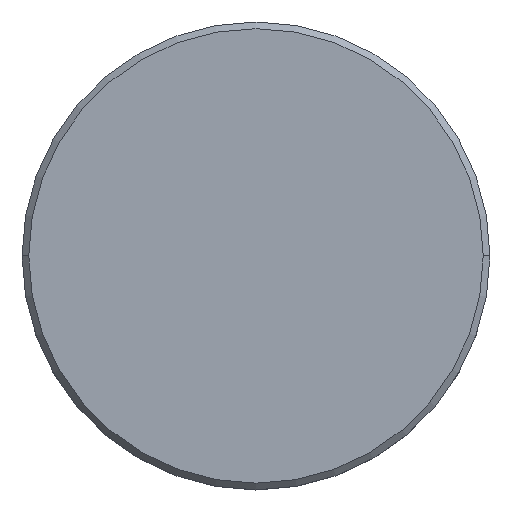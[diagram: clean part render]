
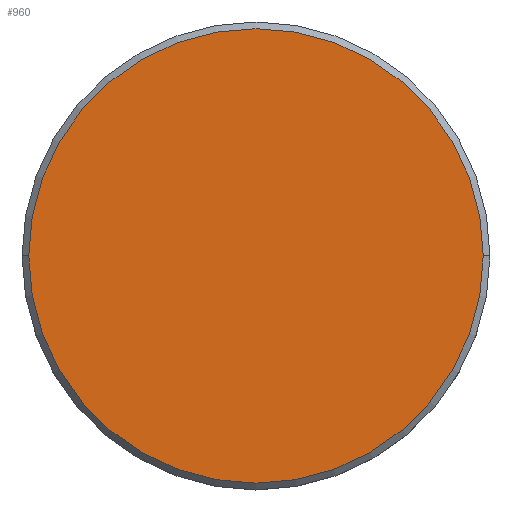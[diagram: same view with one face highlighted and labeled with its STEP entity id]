
A CAD part, top view. The second image highlights one B-rep face of the part: STEP entity #960.
In plain terms, the highlighted planar face has unit normal (0, 0, 1).
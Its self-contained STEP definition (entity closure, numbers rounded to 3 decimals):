
#32 = CARTESIAN_POINT ( 'NONE',  ( 0., 0., 0. ) ) ;
#40 = ORIENTED_EDGE ( 'NONE', *, *, #128, .T. ) ;
#45 = CARTESIAN_POINT ( 'NONE',  ( 0., 0., 0. ) ) ;
#128 = EDGE_CURVE ( 'NONE', #741, #779, #1009, .T. ) ;
#155 = CARTESIAN_POINT ( 'NONE',  ( 0., 0., 0. ) ) ;
#178 = EDGE_LOOP ( 'NONE', ( #1047, #40 ) ) ;
#235 = AXIS2_PLACEMENT_3D ( 'NONE', #32, #330, #679 ) ;
#295 = DIRECTION ( 'NONE',  ( 1., 0., 0. ) ) ;
#324 = FACE_OUTER_BOUND ( 'NONE', #178, .T. ) ;
#330 = DIRECTION ( 'NONE',  ( 0., 0., 1. ) ) ;
#352 = CARTESIAN_POINT ( 'NONE',  ( -17., 0., 0. ) ) ;
#366 = AXIS2_PLACEMENT_3D ( 'NONE', #45, #757, #1115 ) ;
#648 = AXIS2_PLACEMENT_3D ( 'NONE', #155, #705, #295 ) ;
#679 = DIRECTION ( 'NONE',  ( 1., 0., 0. ) ) ;
#705 = DIRECTION ( 'NONE',  ( 0., 0., 1. ) ) ;
#741 = VERTEX_POINT ( 'NONE', #776 ) ;
#757 = DIRECTION ( 'NONE',  ( 0., 0., 1. ) ) ;
#776 = CARTESIAN_POINT ( 'NONE',  ( 17., 0., 0. ) ) ;
#779 = VERTEX_POINT ( 'NONE', #352 ) ;
#939 = PLANE ( 'NONE',  #366 ) ;
#960 = ADVANCED_FACE ( 'NONE', ( #324 ), #939, .T. ) ;
#966 = EDGE_CURVE ( 'NONE', #779, #741, #989, .T. ) ;
#989 = CIRCLE ( 'NONE', #235, 17. ) ;
#1009 = CIRCLE ( 'NONE', #648, 17. ) ;
#1047 = ORIENTED_EDGE ( 'NONE', *, *, #966, .T. ) ;
#1115 = DIRECTION ( 'NONE',  ( 1., 0., 0. ) ) ;
